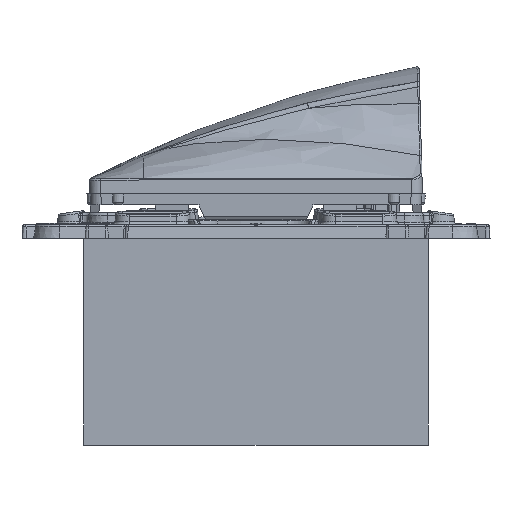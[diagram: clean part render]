
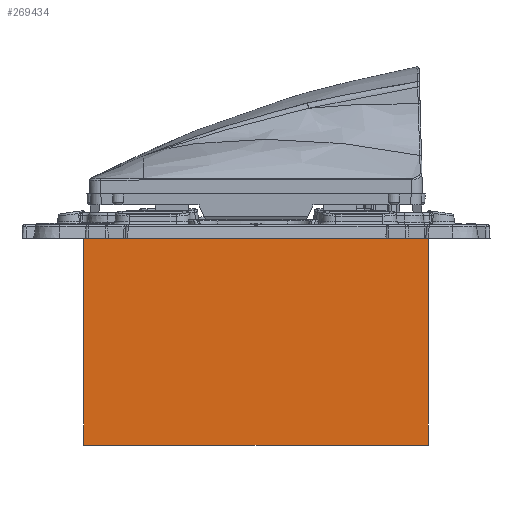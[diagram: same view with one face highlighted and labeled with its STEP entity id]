
A CAD part, left-side view. The second image highlights one B-rep face of the part: STEP entity #269434.
In plain terms, the highlighted planar face has unit normal (-1, 0, 0).
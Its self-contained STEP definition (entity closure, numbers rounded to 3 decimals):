
#269372=AXIS2_PLACEMENT_3D('Plane Axis2P3D',#269369,#269370,#269371) ;
#102544=CARTESIAN_POINT('Vertex',(-27.5,-9.65,0.)) ;
#104869=CARTESIAN_POINT('Vertex',(-27.5,26.793,0.)) ;
#106880=CARTESIAN_POINT('Vertex',(-27.5,-18.37,0.)) ;
#106926=CARTESIAN_POINT('Vertex',(-27.5,-26.793,0.)) ;
#108096=CARTESIAN_POINT('Vertex',(-27.5,10.663,0.)) ;
#108247=CARTESIAN_POINT('Vertex',(-27.5,-12.028,0.)) ;
#126464=CARTESIAN_POINT('Vertex',(-27.5,-10.663,0.)) ;
#126520=CARTESIAN_POINT('Vertex',(-27.5,12.028,0.)) ;
#129918=CARTESIAN_POINT('Vertex',(-27.5,9.334,0.)) ;
#129928=CARTESIAN_POINT('Vertex',(-27.5,4.163,0.)) ;
#255070=CARTESIAN_POINT('Vertex',(-27.5,-8.086,0.)) ;
#258571=CARTESIAN_POINT('Vertex',(-27.5,27.5,0.)) ;
#258574=CARTESIAN_POINT('Line Origine',(-27.5,27.146,0.)) ;
#258583=CARTESIAN_POINT('Vertex',(-27.5,18.462,0.)) ;
#258586=CARTESIAN_POINT('Line Origine',(-27.5,15.245,0.)) ;
#258591=CARTESIAN_POINT('Line Origine',(-27.5,9.999,0.)) ;
#258596=CARTESIAN_POINT('Line Origine',(-27.5,-1.961,0.)) ;
#258601=CARTESIAN_POINT('Line Origine',(-27.5,-10.156,0.)) ;
#258606=CARTESIAN_POINT('Line Origine',(-27.5,-15.199,0.)) ;
#258611=CARTESIAN_POINT('Line Origine',(-27.5,-27.146,0.)) ;
#258615=CARTESIAN_POINT('Vertex',(-27.5,-27.5,0.)) ;
#269307=CARTESIAN_POINT('Vertex',(-27.5,27.5,-33.)) ;
#269310=CARTESIAN_POINT('Line Origine',(-27.5,27.5,-16.5)) ;
#269369=CARTESIAN_POINT('Axis2P3D Location',(-27.5,-27.5,0.)) ;
#269374=CARTESIAN_POINT('Line Origine',(-27.5,0.,-33.)) ;
#269378=CARTESIAN_POINT('Vertex',(-27.5,-27.5,-33.)) ;
#269381=CARTESIAN_POINT('Line Origine',(-27.5,-27.5,-16.5)) ;
#269386=CARTESIAN_POINT('Line Origine',(-27.5,-22.581,0.)) ;
#269391=CARTESIAN_POINT('Line Origine',(-27.5,-11.345,0.)) ;
#269396=CARTESIAN_POINT('Line Origine',(-27.5,-8.868,0.)) ;
#269401=CARTESIAN_POINT('Line Origine',(-27.5,6.749,0.)) ;
#269406=CARTESIAN_POINT('Line Origine',(-27.5,11.345,0.)) ;
#269411=CARTESIAN_POINT('Line Origine',(-27.5,22.627,0.)) ;
#258575=DIRECTION('Vector Direction',(0.,1.,0.)) ;
#258587=DIRECTION('Vector Direction',(0.,1.,0.)) ;
#258592=DIRECTION('Vector Direction',(0.,1.,0.)) ;
#258597=DIRECTION('Vector Direction',(0.,1.,0.)) ;
#258602=DIRECTION('Vector Direction',(0.,1.,0.)) ;
#258607=DIRECTION('Vector Direction',(0.,1.,0.)) ;
#258612=DIRECTION('Vector Direction',(0.,1.,0.)) ;
#269311=DIRECTION('Vector Direction',(0.,0.,-1.)) ;
#269370=DIRECTION('Axis2P3D Direction',(-1.,0.,0.)) ;
#269371=DIRECTION('Axis2P3D XDirection',(0.,1.,0.)) ;
#269375=DIRECTION('Vector Direction',(0.,1.,0.)) ;
#269382=DIRECTION('Vector Direction',(0.,0.,-1.)) ;
#269387=DIRECTION('Vector Direction',(0.,1.,0.)) ;
#269392=DIRECTION('Vector Direction',(0.,1.,0.)) ;
#269397=DIRECTION('Vector Direction',(0.,1.,0.)) ;
#269402=DIRECTION('Vector Direction',(0.,1.,0.)) ;
#269407=DIRECTION('Vector Direction',(0.,1.,0.)) ;
#269412=DIRECTION('Vector Direction',(0.,1.,0.)) ;
#258576=VECTOR('Line Direction',#258575,1.) ;
#258588=VECTOR('Line Direction',#258587,1.) ;
#258593=VECTOR('Line Direction',#258592,1.) ;
#258598=VECTOR('Line Direction',#258597,1.) ;
#258603=VECTOR('Line Direction',#258602,1.) ;
#258608=VECTOR('Line Direction',#258607,1.) ;
#258613=VECTOR('Line Direction',#258612,1.) ;
#269312=VECTOR('Line Direction',#269311,1.) ;
#269376=VECTOR('Line Direction',#269375,1.) ;
#269383=VECTOR('Line Direction',#269382,1.) ;
#269388=VECTOR('Line Direction',#269387,1.) ;
#269393=VECTOR('Line Direction',#269392,1.) ;
#269398=VECTOR('Line Direction',#269397,1.) ;
#269403=VECTOR('Line Direction',#269402,1.) ;
#269408=VECTOR('Line Direction',#269407,1.) ;
#269413=VECTOR('Line Direction',#269412,1.) ;
#269417=ORIENTED_EDGE('',*,*,#269380,.T.) ;
#269418=ORIENTED_EDGE('',*,*,#269385,.F.) ;
#269419=ORIENTED_EDGE('',*,*,#258617,.F.) ;
#269420=ORIENTED_EDGE('',*,*,#269390,.F.) ;
#269421=ORIENTED_EDGE('',*,*,#258610,.F.) ;
#269422=ORIENTED_EDGE('',*,*,#269395,.F.) ;
#269423=ORIENTED_EDGE('',*,*,#258605,.F.) ;
#269424=ORIENTED_EDGE('',*,*,#269400,.F.) ;
#269425=ORIENTED_EDGE('',*,*,#258600,.F.) ;
#269426=ORIENTED_EDGE('',*,*,#269405,.F.) ;
#269427=ORIENTED_EDGE('',*,*,#258595,.F.) ;
#269428=ORIENTED_EDGE('',*,*,#269410,.F.) ;
#269429=ORIENTED_EDGE('',*,*,#258590,.F.) ;
#269430=ORIENTED_EDGE('',*,*,#269415,.F.) ;
#269431=ORIENTED_EDGE('',*,*,#258578,.F.) ;
#269432=ORIENTED_EDGE('',*,*,#269314,.T.) ;
#269434=ADVANCED_FACE('PartBody',(#269433),#269373,.T.) ;
#258578=EDGE_CURVE('',#258572,#104870,#258577,.F.) ;
#258590=EDGE_CURVE('',#258584,#126521,#258589,.F.) ;
#258595=EDGE_CURVE('',#108097,#129919,#258594,.F.) ;
#258600=EDGE_CURVE('',#129929,#255071,#258599,.F.) ;
#258605=EDGE_CURVE('',#102545,#126465,#258604,.F.) ;
#258610=EDGE_CURVE('',#108248,#106881,#258609,.F.) ;
#258617=EDGE_CURVE('',#106927,#258616,#258614,.F.) ;
#269314=EDGE_CURVE('',#258572,#269308,#269313,.T.) ;
#269380=EDGE_CURVE('',#269308,#269379,#269377,.F.) ;
#269385=EDGE_CURVE('',#258616,#269379,#269384,.T.) ;
#269390=EDGE_CURVE('',#106881,#106927,#269389,.F.) ;
#269395=EDGE_CURVE('',#126465,#108248,#269394,.F.) ;
#269400=EDGE_CURVE('',#255071,#102545,#269399,.F.) ;
#269405=EDGE_CURVE('',#129919,#129929,#269404,.F.) ;
#269410=EDGE_CURVE('',#126521,#108097,#269409,.F.) ;
#269415=EDGE_CURVE('',#104870,#258584,#269414,.F.) ;
#269416=EDGE_LOOP('',(#269417,#269418,#269419,#269420,#269421,#269422,#269423,#269424,#269425,#269426,#269427,#269428,#269429,#269430,#269431,#269432)) ;
#269433=FACE_OUTER_BOUND('',#269416,.T.) ;
#258577=LINE('Line',#258574,#258576) ;
#258589=LINE('Line',#258586,#258588) ;
#258594=LINE('Line',#258591,#258593) ;
#258599=LINE('Line',#258596,#258598) ;
#258604=LINE('Line',#258601,#258603) ;
#258609=LINE('Line',#258606,#258608) ;
#258614=LINE('Line',#258611,#258613) ;
#269313=LINE('Line',#269310,#269312) ;
#269377=LINE('Line',#269374,#269376) ;
#269384=LINE('Line',#269381,#269383) ;
#269389=LINE('Line',#269386,#269388) ;
#269394=LINE('Line',#269391,#269393) ;
#269399=LINE('Line',#269396,#269398) ;
#269404=LINE('Line',#269401,#269403) ;
#269409=LINE('Line',#269406,#269408) ;
#269414=LINE('Line',#269411,#269413) ;
#269373=PLANE('',#269372) ;
#102545=VERTEX_POINT('',#102544) ;
#104870=VERTEX_POINT('',#104869) ;
#106881=VERTEX_POINT('',#106880) ;
#106927=VERTEX_POINT('',#106926) ;
#108097=VERTEX_POINT('',#108096) ;
#108248=VERTEX_POINT('',#108247) ;
#126465=VERTEX_POINT('',#126464) ;
#126521=VERTEX_POINT('',#126520) ;
#129919=VERTEX_POINT('',#129918) ;
#129929=VERTEX_POINT('',#129928) ;
#255071=VERTEX_POINT('',#255070) ;
#258572=VERTEX_POINT('',#258571) ;
#258584=VERTEX_POINT('',#258583) ;
#258616=VERTEX_POINT('',#258615) ;
#269308=VERTEX_POINT('',#269307) ;
#269379=VERTEX_POINT('',#269378) ;
